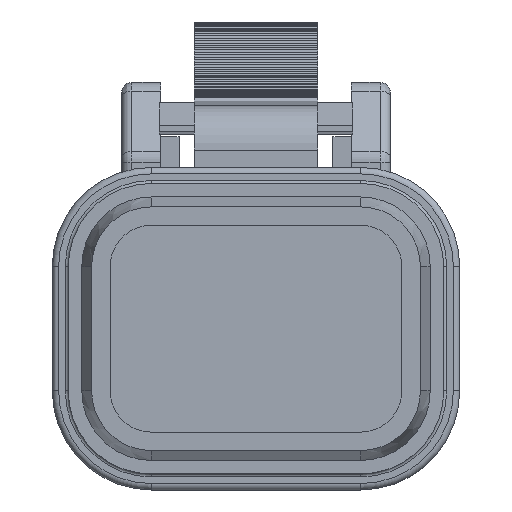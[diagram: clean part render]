
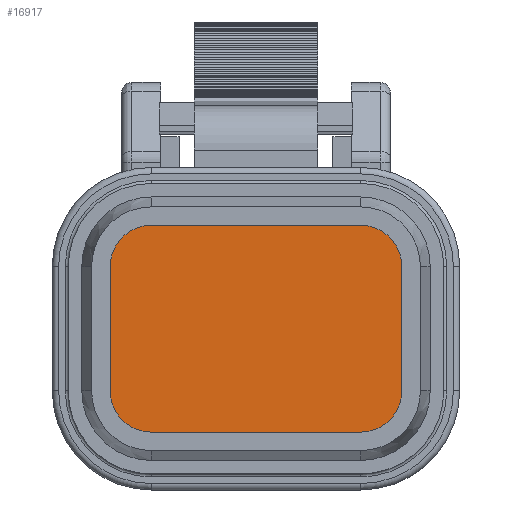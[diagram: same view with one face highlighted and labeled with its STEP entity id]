
A CAD part, front view. The second image highlights one B-rep face of the part: STEP entity #16917.
In plain terms, the highlighted planar face has unit normal (0, -1, 0).
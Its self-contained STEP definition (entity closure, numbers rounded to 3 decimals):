
#3207=CARTESIAN_POINT('',(4.245,0.,2.52));
#3208=DIRECTION('',(0.,1.,0.));
#3209=DIRECTION('',(0.,0.,1.));
#3210=AXIS2_PLACEMENT_3D('',#3207,#3208,#3209);
#3212=DIRECTION('',(0.,0.,-1.));
#3213=VECTOR('',#3212,5.04);
#3214=CARTESIAN_POINT('',(5.925,0.,2.52));
#3215=LINE('',#3214,#3213);
#3216=CARTESIAN_POINT('',(4.245,0.,-2.52));
#3217=DIRECTION('',(0.,1.,0.));
#3218=DIRECTION('',(1.,0.,0.));
#3219=AXIS2_PLACEMENT_3D('',#3216,#3217,#3218);
#3221=DIRECTION('',(-1.,0.,0.));
#3222=VECTOR('',#3221,8.49);
#3223=CARTESIAN_POINT('',(4.245,0.,-4.2));
#3224=LINE('',#3223,#3222);
#3225=CARTESIAN_POINT('',(-4.245,0.,-2.52));
#3226=DIRECTION('',(0.,1.,0.));
#3227=DIRECTION('',(0.,0.,-1.));
#3228=AXIS2_PLACEMENT_3D('',#3225,#3226,#3227);
#3230=DIRECTION('',(0.,0.,1.));
#3231=VECTOR('',#3230,5.04);
#3232=CARTESIAN_POINT('',(-5.925,0.,-2.52));
#3233=LINE('',#3232,#3231);
#3234=CARTESIAN_POINT('',(-4.245,0.,2.52));
#3235=DIRECTION('',(0.,1.,0.));
#3236=DIRECTION('',(-1.,0.,0.));
#3237=AXIS2_PLACEMENT_3D('',#3234,#3235,#3236);
#3239=DIRECTION('',(1.,0.,0.));
#3240=VECTOR('',#3239,8.49);
#3241=CARTESIAN_POINT('',(-4.245,0.,4.2));
#3242=LINE('',#3241,#3240);
#12599=CARTESIAN_POINT('',(-4.245,0.,4.2));
#12600=CARTESIAN_POINT('',(4.245,0.,4.2));
#12601=VERTEX_POINT('',#12599);
#12602=VERTEX_POINT('',#12600);
#12603=CARTESIAN_POINT('',(5.925,0.,2.52));
#12604=VERTEX_POINT('',#12603);
#12605=CARTESIAN_POINT('',(5.925,0.,-2.52));
#12606=VERTEX_POINT('',#12605);
#12607=CARTESIAN_POINT('',(4.245,0.,-4.2));
#12608=VERTEX_POINT('',#12607);
#12609=CARTESIAN_POINT('',(-4.245,0.,-4.2));
#12610=VERTEX_POINT('',#12609);
#12611=CARTESIAN_POINT('',(-5.925,0.,-2.52));
#12612=VERTEX_POINT('',#12611);
#12613=CARTESIAN_POINT('',(-5.925,0.,2.52));
#12614=VERTEX_POINT('',#12613);
#16895=CARTESIAN_POINT('',(0.,0.,0.));
#16896=DIRECTION('',(0.,1.,0.));
#16897=DIRECTION('',(1.,0.,0.));
#16898=AXIS2_PLACEMENT_3D('',#16895,#16896,#16897);
#16899=PLANE('',#16898);
#16901=ORIENTED_EDGE('',*,*,#16900,.T.);
#16903=ORIENTED_EDGE('',*,*,#16902,.T.);
#16905=ORIENTED_EDGE('',*,*,#16904,.T.);
#16907=ORIENTED_EDGE('',*,*,#16906,.T.);
#16909=ORIENTED_EDGE('',*,*,#16908,.T.);
#16911=ORIENTED_EDGE('',*,*,#16910,.T.);
#16912=ORIENTED_EDGE('',*,*,#16885,.T.);
#16914=ORIENTED_EDGE('',*,*,#16913,.T.);
#16915=EDGE_LOOP('',(#16901,#16903,#16905,#16907,#16909,#16911,#16912,#16914));
#16916=FACE_OUTER_BOUND('',#16915,.F.);
#16917=ADVANCED_FACE('',(#16916),#16899,.F.);
#3211=CIRCLE('',#3210,1.68);
#3220=CIRCLE('',#3219,1.68);
#3229=CIRCLE('',#3228,1.68);
#3238=CIRCLE('',#3237,1.68);
#16885=EDGE_CURVE('',#12614,#12601,#3238,.T.);
#16900=EDGE_CURVE('',#12602,#12604,#3211,.T.);
#16902=EDGE_CURVE('',#12604,#12606,#3215,.T.);
#16904=EDGE_CURVE('',#12606,#12608,#3220,.T.);
#16906=EDGE_CURVE('',#12608,#12610,#3224,.T.);
#16908=EDGE_CURVE('',#12610,#12612,#3229,.T.);
#16910=EDGE_CURVE('',#12612,#12614,#3233,.T.);
#16913=EDGE_CURVE('',#12601,#12602,#3242,.T.);
